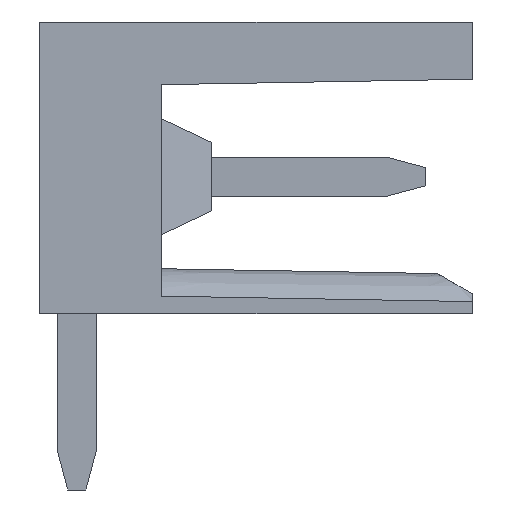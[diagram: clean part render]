
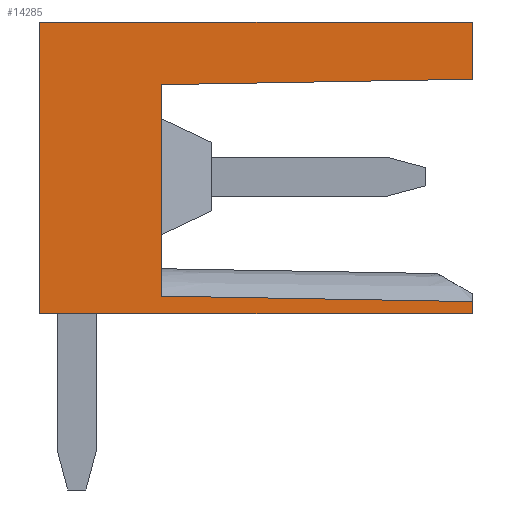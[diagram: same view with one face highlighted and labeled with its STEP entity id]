
A CAD part, left-side view. The second image highlights one B-rep face of the part: STEP entity #14285.
In plain terms, the highlighted planar face has unit normal (-1, 0, 0).
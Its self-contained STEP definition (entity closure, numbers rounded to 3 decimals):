
#14242=AXIS2_PLACEMENT_3D('Plane Axis2P3D',#14239,#14240,#14241) ;
#1912=CARTESIAN_POINT('Vertex',(0.,11.05,11.95)) ;
#1915=CARTESIAN_POINT('Line Origine',(0.,5.525,11.95)) ;
#1919=CARTESIAN_POINT('Vertex',(0.,0.,11.95)) ;
#3665=CARTESIAN_POINT('Vertex',(0.,7.95,10.35)) ;
#3668=CARTESIAN_POINT('Line Origine',(0.,7.95,7.65)) ;
#3672=CARTESIAN_POINT('Vertex',(0.,7.95,4.95)) ;
#13058=CARTESIAN_POINT('Vertex',(0.,11.05,4.5)) ;
#13061=CARTESIAN_POINT('Line Origine',(0.,11.05,8.225)) ;
#14239=CARTESIAN_POINT('Axis2P3D Location',(0.,0.,1.3)) ;
#14244=CARTESIAN_POINT('Line Origine',(0.,0.,11.219)) ;
#14248=CARTESIAN_POINT('Vertex',(0.,0.,10.489)) ;
#14251=CARTESIAN_POINT('Line Origine',(0.,5.525,4.5)) ;
#14255=CARTESIAN_POINT('Vertex',(0.,0.,4.5)) ;
#14258=CARTESIAN_POINT('Line Origine',(0.,0.,4.656)) ;
#14262=CARTESIAN_POINT('Vertex',(0.,0.,4.811)) ;
#14265=CARTESIAN_POINT('Line Origine',(0.,3.975,4.881)) ;
#14270=CARTESIAN_POINT('Line Origine',(0.,3.975,10.419)) ;
#1916=DIRECTION('Vector Direction',(0.,-1.,0.)) ;
#3669=DIRECTION('Vector Direction',(0.,0.,1.)) ;
#13062=DIRECTION('Vector Direction',(0.,0.,1.)) ;
#14240=DIRECTION('Axis2P3D Direction',(-1.,0.,0.)) ;
#14241=DIRECTION('Axis2P3D XDirection',(0.,-1.,0.)) ;
#14245=DIRECTION('Vector Direction',(0.,0.,-1.)) ;
#14252=DIRECTION('Vector Direction',(0.,1.,0.)) ;
#14259=DIRECTION('Vector Direction',(0.,0.,-1.)) ;
#14266=DIRECTION('Vector Direction',(0.,1.,0.017)) ;
#14271=DIRECTION('Vector Direction',(0.,-1.,0.017)) ;
#1917=VECTOR('Line Direction',#1916,1.) ;
#3670=VECTOR('Line Direction',#3669,1.) ;
#13063=VECTOR('Line Direction',#13062,1.) ;
#14246=VECTOR('Line Direction',#14245,1.) ;
#14253=VECTOR('Line Direction',#14252,1.) ;
#14260=VECTOR('Line Direction',#14259,1.) ;
#14267=VECTOR('Line Direction',#14266,1.) ;
#14272=VECTOR('Line Direction',#14271,1.) ;
#14276=ORIENTED_EDGE('',*,*,#14250,.T.) ;
#14277=ORIENTED_EDGE('',*,*,#1921,.T.) ;
#14278=ORIENTED_EDGE('',*,*,#13065,.T.) ;
#14279=ORIENTED_EDGE('',*,*,#14257,.T.) ;
#14280=ORIENTED_EDGE('',*,*,#14264,.T.) ;
#14281=ORIENTED_EDGE('',*,*,#14269,.F.) ;
#14282=ORIENTED_EDGE('',*,*,#3674,.F.) ;
#14283=ORIENTED_EDGE('',*,*,#14274,.F.) ;
#14285=ADVANCED_FACE('HOUSING',(#14284),#14243,.T.) ;
#1921=EDGE_CURVE('',#1920,#1913,#1918,.F.) ;
#3674=EDGE_CURVE('',#3666,#3673,#3671,.F.) ;
#13065=EDGE_CURVE('',#1913,#13059,#13064,.F.) ;
#14250=EDGE_CURVE('',#14249,#1920,#14247,.F.) ;
#14257=EDGE_CURVE('',#13059,#14256,#14254,.F.) ;
#14264=EDGE_CURVE('',#14256,#14263,#14261,.F.) ;
#14269=EDGE_CURVE('',#3673,#14263,#14268,.F.) ;
#14274=EDGE_CURVE('',#14249,#3666,#14273,.F.) ;
#14275=EDGE_LOOP('',(#14276,#14277,#14278,#14279,#14280,#14281,#14282,#14283)) ;
#14284=FACE_OUTER_BOUND('',#14275,.T.) ;
#1918=LINE('Line',#1915,#1917) ;
#3671=LINE('Line',#3668,#3670) ;
#13064=LINE('Line',#13061,#13063) ;
#14247=LINE('Line',#14244,#14246) ;
#14254=LINE('Line',#14251,#14253) ;
#14261=LINE('Line',#14258,#14260) ;
#14268=LINE('Line',#14265,#14267) ;
#14273=LINE('Line',#14270,#14272) ;
#14243=PLANE('',#14242) ;
#1913=VERTEX_POINT('',#1912) ;
#1920=VERTEX_POINT('',#1919) ;
#3666=VERTEX_POINT('',#3665) ;
#3673=VERTEX_POINT('',#3672) ;
#13059=VERTEX_POINT('',#13058) ;
#14249=VERTEX_POINT('',#14248) ;
#14256=VERTEX_POINT('',#14255) ;
#14263=VERTEX_POINT('',#14262) ;
